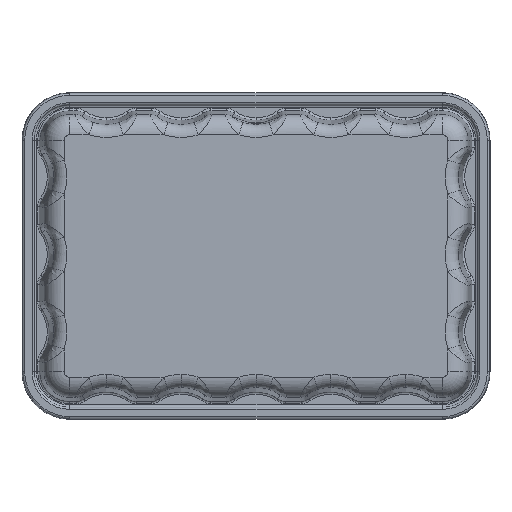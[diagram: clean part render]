
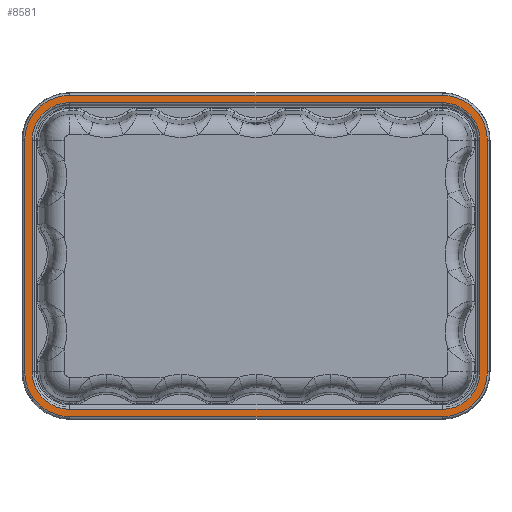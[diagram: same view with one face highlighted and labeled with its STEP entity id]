
A CAD part, front view. The second image highlights one B-rep face of the part: STEP entity #8581.
In plain terms, the highlighted planar face has unit normal (0, -1, 0).
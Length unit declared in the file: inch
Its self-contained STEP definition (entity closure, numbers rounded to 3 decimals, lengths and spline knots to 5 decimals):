
#6298 = VERTEX_POINT ( 'NONE', #21799 ) ;
#6302 = VERTEX_POINT ( 'NONE', #21690 ) ;
#6306 = EDGE_CURVE ( 'NONE', #7907, #7916, #21705, .T. ) ;
#6348 = EDGE_CURVE ( 'NONE', #6302, #7907, #21902, .T. ) ;
#6350 = EDGE_CURVE ( 'NONE', #6584, #6302, #21945, .T. ) ;
#6538 = EDGE_CURVE ( 'NONE', #6298, #7941, #22613, .T. ) ;
#6567 = VERTEX_POINT ( 'NONE', #22561 ) ;
#6571 = EDGE_CURVE ( 'NONE', #6567, #6298, #22676, .T. ) ;
#6584 = VERTEX_POINT ( 'NONE', #22663 ) ;
#7786 = EDGE_CURVE ( 'NONE', #8114, #7840, #12603, .T. ) ;
#7821 = EDGE_CURVE ( 'NONE', #8166, #6567, #12553, .T. ) ;
#7840 = VERTEX_POINT ( 'NONE', #12321 ) ;
#7880 = EDGE_CURVE ( 'NONE', #8121, #8166, #12705, .T. ) ;
#7892 = EDGE_CURVE ( 'NONE', #7941, #8231, #12787, .T. ) ;
#7907 = VERTEX_POINT ( 'NONE', #12643 ) ;
#7916 = VERTEX_POINT ( 'NONE', #12933 ) ;
#7925 = EDGE_CURVE ( 'NONE', #7916, #8043, #12931, .T. ) ;
#7934 = EDGE_CURVE ( 'NONE', #8019, #7996, #12921, .T. ) ;
#7941 = VERTEX_POINT ( 'NONE', #12911 ) ;
#7996 = VERTEX_POINT ( 'NONE', #12902 ) ;
#8019 = VERTEX_POINT ( 'NONE', #12878 ) ;
#8043 = VERTEX_POINT ( 'NONE', #12764 ) ;
#8061 = VERTEX_POINT ( 'NONE', #12988 ) ;
#8114 = VERTEX_POINT ( 'NONE', #13107 ) ;
#8121 = VERTEX_POINT ( 'NONE', #13096 ) ;
#8166 = VERTEX_POINT ( 'NONE', #13060 ) ;
#8231 = VERTEX_POINT ( 'NONE', #13171 ) ;
#8235 = EDGE_CURVE ( 'NONE', #8231, #8019, #13170, .T. ) ;
#8244 = EDGE_CURVE ( 'NONE', #8043, #8061, #13246, .T. ) ;
#8569 = ORIENTED_EDGE ( 'NONE', *, *, #6348, .T. ) ;
#8570 = EDGE_LOOP ( 'NONE', ( #8669, #8577, #8621, #8575, #8576, #8624, #8626, #8627 ) ) ;
#8571 = ORIENTED_EDGE ( 'NONE', *, *, #7786, .T. ) ;
#8574 = EDGE_CURVE ( 'NONE', #8114, #8061, #15066, .T. ) ;
#8575 = ORIENTED_EDGE ( 'NONE', *, *, #7892, .F. ) ;
#8576 = ORIENTED_EDGE ( 'NONE', *, *, #6538, .F. ) ;
#8577 = ORIENTED_EDGE ( 'NONE', *, *, #7934, .F. ) ;
#8578 = EDGE_CURVE ( 'NONE', #8121, #7996, #15059, .T. ) ;
#8580 = ORIENTED_EDGE ( 'NONE', *, *, #8574, .F. ) ;
#8581 = ADVANCED_FACE ( 'NONE', ( #15055, #15054 ), #15053, .F. ) ;
#8582 = EDGE_LOOP ( 'NONE', ( #8580, #8571, #8628, #8665, #8569, #8666, #8622, #8623 ) ) ;
#8618 = EDGE_CURVE ( 'NONE', #7840, #6584, #15271, .T. ) ;
#8621 = ORIENTED_EDGE ( 'NONE', *, *, #8235, .F. ) ;
#8622 = ORIENTED_EDGE ( 'NONE', *, *, #7925, .T. ) ;
#8623 = ORIENTED_EDGE ( 'NONE', *, *, #8244, .T. ) ;
#8624 = ORIENTED_EDGE ( 'NONE', *, *, #6571, .F. ) ;
#8626 = ORIENTED_EDGE ( 'NONE', *, *, #7821, .F. ) ;
#8627 = ORIENTED_EDGE ( 'NONE', *, *, #7880, .F. ) ;
#8628 = ORIENTED_EDGE ( 'NONE', *, *, #8618, .T. ) ;
#8665 = ORIENTED_EDGE ( 'NONE', *, *, #6350, .T. ) ;
#8666 = ORIENTED_EDGE ( 'NONE', *, *, #6306, .T. ) ;
#8669 = ORIENTED_EDGE ( 'NONE', *, *, #8578, .T. ) ;
#12321 = CARTESIAN_POINT ( 'NONE',  ( -2.307, -0.145, 1.8975 ) ) ;
#12550 = DIRECTION ( 'NONE',  ( 1., 0., 0. ) ) ;
#12551 = VECTOR ( 'NONE', #12550, 39.37008 ) ;
#12552 = CARTESIAN_POINT ( 'NONE',  ( -2.307, -0.145, 1.98805 ) ) ;
#12553 = LINE ( 'NONE', #12552, #12551 ) ;
#12599 = DIRECTION ( 'NONE',  ( 0., 0., 1. ) ) ;
#12600 = DIRECTION ( 'NONE',  ( 0., 1., 0. ) ) ;
#12601 = CARTESIAN_POINT ( 'NONE',  ( -2.307, -0.145, 1.432 ) ) ;
#12602 = AXIS2_PLACEMENT_3D ( 'NONE', #12601, #12600, #12599 ) ;
#12603 = CIRCLE ( 'NONE', #12602, 0.4655 ) ;
#12643 = CARTESIAN_POINT ( 'NONE',  ( 2.7725, -0.145, -1.432 ) ) ;
#12705 = CIRCLE ( 'NONE', #12756, 0.55605 ) ;
#12753 = DIRECTION ( 'NONE',  ( 0., 0., 1. ) ) ;
#12754 = DIRECTION ( 'NONE',  ( 0., 1., 0. ) ) ;
#12755 = CARTESIAN_POINT ( 'NONE',  ( -2.307, -0.145, 1.432 ) ) ;
#12756 = AXIS2_PLACEMENT_3D ( 'NONE', #12755, #12754, #12753 ) ;
#12764 = CARTESIAN_POINT ( 'NONE',  ( -2.307, -0.145, -1.8975 ) ) ;
#12783 = DIRECTION ( 'NONE',  ( 0., 0., 1. ) ) ;
#12784 = DIRECTION ( 'NONE',  ( 0., 1., 0. ) ) ;
#12785 = CARTESIAN_POINT ( 'NONE',  ( 2.307, -0.145, -1.432 ) ) ;
#12786 = AXIS2_PLACEMENT_3D ( 'NONE', #12785, #12784, #12783 ) ;
#12787 = CIRCLE ( 'NONE', #12786, 0.55605 ) ;
#12878 = CARTESIAN_POINT ( 'NONE',  ( -2.307, -0.145, -1.98805 ) ) ;
#12902 = CARTESIAN_POINT ( 'NONE',  ( -2.86305, -0.145, -1.432 ) ) ;
#12908 = DIRECTION ( 'NONE',  ( -1., 0., 0. ) ) ;
#12909 = VECTOR ( 'NONE', #12908, 39.37008 ) ;
#12910 = CARTESIAN_POINT ( 'NONE',  ( 2.307, -0.145, -1.8975 ) ) ;
#12911 = CARTESIAN_POINT ( 'NONE',  ( 2.86305, -0.145, -1.432 ) ) ;
#12917 = DIRECTION ( 'NONE',  ( 0., 0., 1. ) ) ;
#12918 = DIRECTION ( 'NONE',  ( 0., 1., 0. ) ) ;
#12919 = CARTESIAN_POINT ( 'NONE',  ( -2.307, -0.145, -1.432 ) ) ;
#12920 = AXIS2_PLACEMENT_3D ( 'NONE', #12919, #12918, #12917 ) ;
#12921 = CIRCLE ( 'NONE', #12920, 0.55605 ) ;
#12931 = LINE ( 'NONE', #12910, #12909 ) ;
#12933 = CARTESIAN_POINT ( 'NONE',  ( 2.307, -0.145, -1.8975 ) ) ;
#12988 = CARTESIAN_POINT ( 'NONE',  ( -2.7725, -0.145, -1.432 ) ) ;
#13060 = CARTESIAN_POINT ( 'NONE',  ( -2.307, -0.145, 1.98805 ) ) ;
#13096 = CARTESIAN_POINT ( 'NONE',  ( -2.86305, -0.145, 1.432 ) ) ;
#13107 = CARTESIAN_POINT ( 'NONE',  ( -2.7725, -0.145, 1.432 ) ) ;
#13170 = LINE ( 'NONE', #13249, #13248 ) ;
#13171 = CARTESIAN_POINT ( 'NONE',  ( 2.307, -0.145, -1.98805 ) ) ;
#13242 = DIRECTION ( 'NONE',  ( 0., 0., 1. ) ) ;
#13243 = DIRECTION ( 'NONE',  ( 0., 1., 0. ) ) ;
#13244 = CARTESIAN_POINT ( 'NONE',  ( -2.307, -0.145, -1.432 ) ) ;
#13245 = AXIS2_PLACEMENT_3D ( 'NONE', #13244, #13243, #13242 ) ;
#13246 = CIRCLE ( 'NONE', #13245, 0.4655 ) ;
#13247 = DIRECTION ( 'NONE',  ( -1., 0., 0. ) ) ;
#13248 = VECTOR ( 'NONE', #13247, 39.37008 ) ;
#13249 = CARTESIAN_POINT ( 'NONE',  ( 2.307, -0.145, -1.98805 ) ) ;
#15051 = CARTESIAN_POINT ( 'NONE',  ( -2.86305, -0.145, 1.432 ) ) ;
#15052 = AXIS2_PLACEMENT_3D ( 'NONE', #15051, #15159, #15158 ) ;
#15053 = PLANE ( 'NONE',  #15052 ) ;
#15054 = FACE_OUTER_BOUND ( 'NONE', #8570, .T. ) ;
#15055 = FACE_BOUND ( 'NONE', #8582, .T. ) ;
#15056 = DIRECTION ( 'NONE',  ( 0., 0., -1. ) ) ;
#15057 = VECTOR ( 'NONE', #15056, 39.37008 ) ;
#15058 = CARTESIAN_POINT ( 'NONE',  ( -2.86305, -0.145, 1.432 ) ) ;
#15059 = LINE ( 'NONE', #15058, #15057 ) ;
#15060 = DIRECTION ( 'NONE',  ( 0., 0., -1. ) ) ;
#15061 = VECTOR ( 'NONE', #15060, 39.37008 ) ;
#15062 = CARTESIAN_POINT ( 'NONE',  ( -2.7725, -0.145, 1.432 ) ) ;
#15066 = LINE ( 'NONE', #15062, #15061 ) ;
#15158 = DIRECTION ( 'NONE',  ( -1., 0., 0. ) ) ;
#15159 = DIRECTION ( 'NONE',  ( 0., 1., 0. ) ) ;
#15268 = DIRECTION ( 'NONE',  ( 1., 0., 0. ) ) ;
#15269 = VECTOR ( 'NONE', #15268, 39.37008 ) ;
#15270 = CARTESIAN_POINT ( 'NONE',  ( -2.307, -0.145, 1.8975 ) ) ;
#15271 = LINE ( 'NONE', #15270, #15269 ) ;
#21690 = CARTESIAN_POINT ( 'NONE',  ( 2.7725, -0.145, 1.432 ) ) ;
#21701 = DIRECTION ( 'NONE',  ( 0., 0., 1. ) ) ;
#21702 = DIRECTION ( 'NONE',  ( 0., 1., 0. ) ) ;
#21703 = CARTESIAN_POINT ( 'NONE',  ( 2.307, -0.145, -1.432 ) ) ;
#21704 = AXIS2_PLACEMENT_3D ( 'NONE', #21703, #21702, #21701 ) ;
#21705 = CIRCLE ( 'NONE', #21704, 0.4655 ) ;
#21799 = CARTESIAN_POINT ( 'NONE',  ( 2.86305, -0.145, 1.432 ) ) ;
#21839 = DIRECTION ( 'NONE',  ( 0., 0., 1. ) ) ;
#21840 = DIRECTION ( 'NONE',  ( 0., 1., 0. ) ) ;
#21841 = CARTESIAN_POINT ( 'NONE',  ( 2.307, -0.145, 1.432 ) ) ;
#21842 = AXIS2_PLACEMENT_3D ( 'NONE', #21841, #21840, #21839 ) ;
#21901 = CARTESIAN_POINT ( 'NONE',  ( 2.7725, -0.145, 1.432 ) ) ;
#21902 = LINE ( 'NONE', #21901, #21947 ) ;
#21945 = CIRCLE ( 'NONE', #21842, 0.4655 ) ;
#21946 = DIRECTION ( 'NONE',  ( 0., 0., -1. ) ) ;
#21947 = VECTOR ( 'NONE', #21946, 39.37008 ) ;
#22554 = CARTESIAN_POINT ( 'NONE',  ( 2.307, -0.145, 1.432 ) ) ;
#22561 = CARTESIAN_POINT ( 'NONE',  ( 2.307, -0.145, 1.98805 ) ) ;
#22610 = DIRECTION ( 'NONE',  ( 0., 0., -1. ) ) ;
#22611 = VECTOR ( 'NONE', #22610, 39.37008 ) ;
#22612 = CARTESIAN_POINT ( 'NONE',  ( 2.86305, -0.145, 1.432 ) ) ;
#22613 = LINE ( 'NONE', #22612, #22611 ) ;
#22663 = CARTESIAN_POINT ( 'NONE',  ( 2.307, -0.145, 1.8975 ) ) ;
#22673 = DIRECTION ( 'NONE',  ( 0., 0., 1. ) ) ;
#22674 = DIRECTION ( 'NONE',  ( 0., 1., 0. ) ) ;
#22675 = AXIS2_PLACEMENT_3D ( 'NONE', #22554, #22674, #22673 ) ;
#22676 = CIRCLE ( 'NONE', #22675, 0.55605 ) ;
